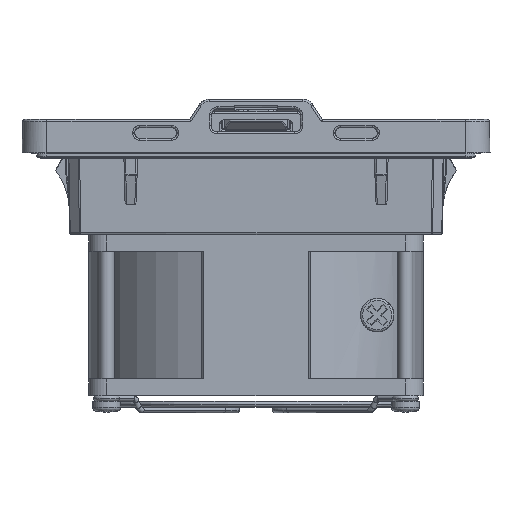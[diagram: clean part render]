
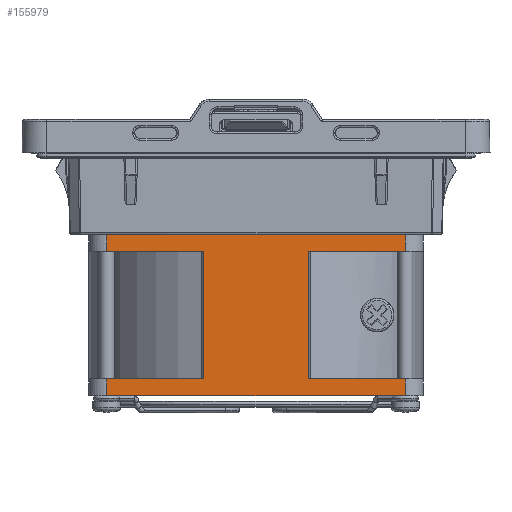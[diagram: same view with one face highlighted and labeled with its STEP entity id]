
A CAD part, left-side view. The second image highlights one B-rep face of the part: STEP entity #155979.
In plain terms, the highlighted face is planar.
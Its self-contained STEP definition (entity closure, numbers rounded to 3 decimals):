
#137 = CARTESIAN_POINT ( 'NONE',  ( -12.612, -40., 4. ) ) ;
#262 = VERTEX_POINT ( 'NONE', #62183 ) ;
#569 = DIRECTION ( 'NONE',  ( -1., 0., 0. ) ) ;
#6940 = EDGE_CURVE ( 'NONE', #148561, #21005, #168259, .T. ) ;
#7025 = ORIENTED_EDGE ( 'NONE', *, *, #27247, .F. ) ;
#7171 = EDGE_CURVE ( 'NONE', #40906, #164085, #11104, .T. ) ;
#8332 = EDGE_CURVE ( 'NONE', #153274, #44537, #64745, .T. ) ;
#8402 = ORIENTED_EDGE ( 'NONE', *, *, #12525, .F. ) ;
#11104 = LINE ( 'NONE', #103864, #73127 ) ;
#11320 = DIRECTION ( 'NONE',  ( 1., 0., 0. ) ) ;
#11554 = EDGE_CURVE ( 'NONE', #164085, #262, #43476, .T. ) ;
#12525 = EDGE_CURVE ( 'NONE', #63108, #148561, #82188, .T. ) ;
#12800 = DIRECTION ( 'NONE',  ( 0., 0., -1. ) ) ;
#13077 = AXIS2_PLACEMENT_3D ( 'NONE', #158906, #79812, #569 ) ;
#13204 = LINE ( 'NONE', #66950, #79431 ) ;
#14317 = DIRECTION ( 'NONE',  ( 0., 0., 1. ) ) ;
#16258 = CARTESIAN_POINT ( 'NONE',  ( 35.75, -40., 4. ) ) ;
#19910 = EDGE_LOOP ( 'NONE', ( #85738, #8402, #116086, #51731, #66651, #130688, #42700, #72307, #71632, #159901, #7025, #128093 ) ) ;
#21005 = VERTEX_POINT ( 'NONE', #137 ) ;
#25383 = VECTOR ( 'NONE', #59019, 1000. ) ;
#27176 = LINE ( 'NONE', #125675, #89275 ) ;
#27247 = EDGE_CURVE ( 'NONE', #158104, #100721, #34921, .T. ) ;
#31654 = DIRECTION ( 'NONE',  ( 1., 0., 0. ) ) ;
#31866 = LINE ( 'NONE', #133841, #58780 ) ;
#32383 = CARTESIAN_POINT ( 'NONE',  ( 12.612, -40., 34.5 ) ) ;
#34921 = LINE ( 'NONE', #135883, #140373 ) ;
#36522 = LINE ( 'NONE', #165753, #98588 ) ;
#40005 = EDGE_CURVE ( 'NONE', #135762, #40906, #92130, .T. ) ;
#40906 = VERTEX_POINT ( 'NONE', #99959 ) ;
#42700 = ORIENTED_EDGE ( 'NONE', *, *, #108025, .F. ) ;
#43461 = CARTESIAN_POINT ( 'NONE',  ( -35.75, -40., 38.5 ) ) ;
#43476 = LINE ( 'NONE', #78743, #113816 ) ;
#43479 = DIRECTION ( 'NONE',  ( 0., 0., 1. ) ) ;
#44169 = CARTESIAN_POINT ( 'NONE',  ( 35.75, -40., 38.5 ) ) ;
#44537 = VERTEX_POINT ( 'NONE', #124809 ) ;
#51731 = ORIENTED_EDGE ( 'NONE', *, *, #11554, .F. ) ;
#58305 = CARTESIAN_POINT ( 'NONE',  ( -35.75, -40., 4. ) ) ;
#58780 = VECTOR ( 'NONE', #95164, 1000. ) ;
#59019 = DIRECTION ( 'NONE',  ( 0., 0., -1. ) ) ;
#61998 = DIRECTION ( 'NONE',  ( 1., 0., 0. ) ) ;
#62183 = CARTESIAN_POINT ( 'NONE',  ( 35.75, -40., 0. ) ) ;
#63108 = VERTEX_POINT ( 'NONE', #112127 ) ;
#64745 = LINE ( 'NONE', #98911, #25383 ) ;
#64789 = LINE ( 'NONE', #102442, #91710 ) ;
#66651 = ORIENTED_EDGE ( 'NONE', *, *, #7171, .F. ) ;
#66950 = CARTESIAN_POINT ( 'NONE',  ( -12.612, -40., 151.637 ) ) ;
#70034 = DIRECTION ( 'NONE',  ( -1., 0., 0. ) ) ;
#71632 = ORIENTED_EDGE ( 'NONE', *, *, #156807, .F. ) ;
#72307 = ORIENTED_EDGE ( 'NONE', *, *, #8332, .F. ) ;
#73127 = VECTOR ( 'NONE', #11320, 1000. ) ;
#78743 = CARTESIAN_POINT ( 'NONE',  ( 35.75, -40., 151.637 ) ) ;
#79431 = VECTOR ( 'NONE', #14317, 1000. ) ;
#79700 = EDGE_CURVE ( 'NONE', #100721, #95743, #36522, .T. ) ;
#79812 = DIRECTION ( 'NONE',  ( 0., 1., 0. ) ) ;
#82188 = LINE ( 'NONE', #122666, #144192 ) ;
#85738 = ORIENTED_EDGE ( 'NONE', *, *, #6940, .F. ) ;
#89275 = VECTOR ( 'NONE', #138914, 1000. ) ;
#91212 = EDGE_CURVE ( 'NONE', #63108, #262, #27176, .T. ) ;
#91710 = VECTOR ( 'NONE', #61998, 1000. ) ;
#92130 = LINE ( 'NONE', #168420, #123056 ) ;
#95164 = DIRECTION ( 'NONE',  ( -1., 0., 0. ) ) ;
#95743 = VERTEX_POINT ( 'NONE', #43461 ) ;
#97522 = CARTESIAN_POINT ( 'NONE',  ( -35.75, -40., 34.5 ) ) ;
#98588 = VECTOR ( 'NONE', #112156, 1000. ) ;
#98911 = CARTESIAN_POINT ( 'NONE',  ( 35.75, -40., 151.637 ) ) ;
#99959 = CARTESIAN_POINT ( 'NONE',  ( 12.612, -40., 4. ) ) ;
#100721 = VERTEX_POINT ( 'NONE', #97522 ) ;
#102442 = CARTESIAN_POINT ( 'NONE',  ( 0., -40., 38.5 ) ) ;
#102684 = DIRECTION ( 'NONE',  ( 0., 0., -1. ) ) ;
#103864 = CARTESIAN_POINT ( 'NONE',  ( -35.75, -40., 4. ) ) ;
#105817 = PLANE ( 'NONE',  #13077 ) ;
#108025 = EDGE_CURVE ( 'NONE', #44537, #135762, #31866, .T. ) ;
#112127 = CARTESIAN_POINT ( 'NONE',  ( -35.75, -40., 0. ) ) ;
#112156 = DIRECTION ( 'NONE',  ( 0., 0., 1. ) ) ;
#113816 = VECTOR ( 'NONE', #12800, 1000. ) ;
#114497 = FACE_OUTER_BOUND ( 'NONE', #19910, .T. ) ;
#116086 = ORIENTED_EDGE ( 'NONE', *, *, #91212, .T. ) ;
#121497 = EDGE_CURVE ( 'NONE', #21005, #158104, #13204, .T. ) ;
#122666 = CARTESIAN_POINT ( 'NONE',  ( -35.75, -40., 151.637 ) ) ;
#123056 = VECTOR ( 'NONE', #102684, 1000. ) ;
#124809 = CARTESIAN_POINT ( 'NONE',  ( 35.75, -40., 34.5 ) ) ;
#125675 = CARTESIAN_POINT ( 'NONE',  ( 35.75, -40., 0. ) ) ;
#128093 = ORIENTED_EDGE ( 'NONE', *, *, #121497, .F. ) ;
#130688 = ORIENTED_EDGE ( 'NONE', *, *, #40005, .F. ) ;
#133841 = CARTESIAN_POINT ( 'NONE',  ( -35.75, -40., 34.5 ) ) ;
#135762 = VERTEX_POINT ( 'NONE', #32383 ) ;
#135883 = CARTESIAN_POINT ( 'NONE',  ( -35.75, -40., 34.5 ) ) ;
#138806 = CARTESIAN_POINT ( 'NONE',  ( -35.75, -40., 4. ) ) ;
#138914 = DIRECTION ( 'NONE',  ( 1., 0., 0. ) ) ;
#140373 = VECTOR ( 'NONE', #70034, 1000. ) ;
#144192 = VECTOR ( 'NONE', #43479, 1000. ) ;
#148561 = VERTEX_POINT ( 'NONE', #138806 ) ;
#153274 = VERTEX_POINT ( 'NONE', #44169 ) ;
#155979 = ADVANCED_FACE ( 'NONE', ( #114497 ), #105817, .F. ) ;
#156807 = EDGE_CURVE ( 'NONE', #95743, #153274, #64789, .T. ) ;
#158104 = VERTEX_POINT ( 'NONE', #168190 ) ;
#158906 = CARTESIAN_POINT ( 'NONE',  ( -35.75, -40., 151.637 ) ) ;
#159901 = ORIENTED_EDGE ( 'NONE', *, *, #79700, .F. ) ;
#164067 = VECTOR ( 'NONE', #31654, 1000. ) ;
#164085 = VERTEX_POINT ( 'NONE', #16258 ) ;
#165753 = CARTESIAN_POINT ( 'NONE',  ( -35.75, -40., 151.637 ) ) ;
#168190 = CARTESIAN_POINT ( 'NONE',  ( -12.612, -40., 34.5 ) ) ;
#168259 = LINE ( 'NONE', #58305, #164067 ) ;
#168420 = CARTESIAN_POINT ( 'NONE',  ( 12.612, -40., 151.637 ) ) ;
